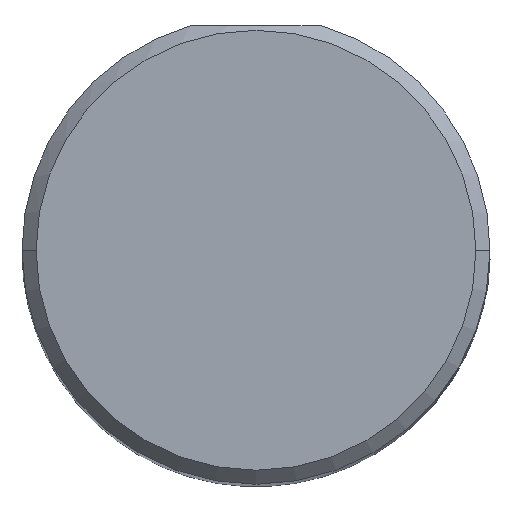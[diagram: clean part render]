
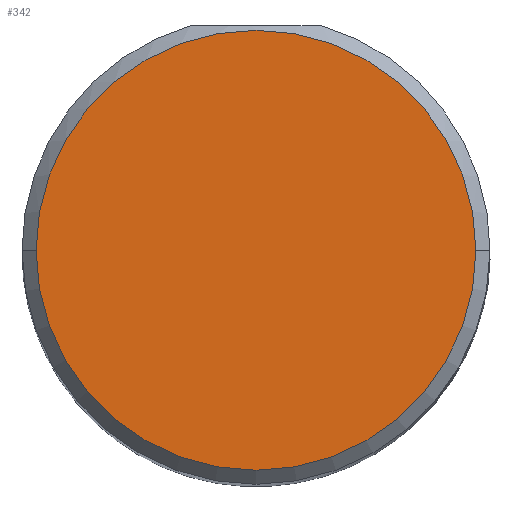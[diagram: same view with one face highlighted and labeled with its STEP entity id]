
A CAD part, top view. The second image highlights one B-rep face of the part: STEP entity #342.
In plain terms, the highlighted planar face has unit normal (0, 0, 1).
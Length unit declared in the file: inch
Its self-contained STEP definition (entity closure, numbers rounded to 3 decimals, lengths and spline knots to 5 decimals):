
#42 = PLANE ( 'NONE',  #410 ) ;
#78 = ORIENTED_EDGE ( 'NONE', *, *, #150, .T. ) ;
#79 = EDGE_CURVE ( 'NONE', #370, #298, #231, .T. ) ;
#85 = DIRECTION ( 'NONE',  ( 0., 0., 1. ) ) ;
#108 = EDGE_LOOP ( 'NONE', ( #78, #458 ) ) ;
#120 = CIRCLE ( 'NONE', #359, 0.235 ) ;
#150 = EDGE_CURVE ( 'NONE', #298, #370, #120, .T. ) ;
#189 = CARTESIAN_POINT ( 'NONE',  ( 0., 0., 6. ) ) ;
#219 = CARTESIAN_POINT ( 'NONE',  ( 0., 0., 6. ) ) ;
#231 = CIRCLE ( 'NONE', #367, 0.235 ) ;
#233 = DIRECTION ( 'NONE',  ( 0., 0., 1. ) ) ;
#252 = DIRECTION ( 'NONE',  ( 0., 0., 1. ) ) ;
#262 = CARTESIAN_POINT ( 'NONE',  ( -0.235, 0., 6. ) ) ;
#298 = VERTEX_POINT ( 'NONE', #262 ) ;
#342 = ADVANCED_FACE ( 'NONE', ( #389 ), #42, .T. ) ;
#359 = AXIS2_PLACEMENT_3D ( 'NONE', #416, #252, #524 ) ;
#367 = AXIS2_PLACEMENT_3D ( 'NONE', #189, #233, #513 ) ;
#370 = VERTEX_POINT ( 'NONE', #504 ) ;
#385 = DIRECTION ( 'NONE',  ( 1., 0., 0. ) ) ;
#389 = FACE_OUTER_BOUND ( 'NONE', #108, .T. ) ;
#410 = AXIS2_PLACEMENT_3D ( 'NONE', #219, #85, #385 ) ;
#416 = CARTESIAN_POINT ( 'NONE',  ( 0., 0., 6. ) ) ;
#458 = ORIENTED_EDGE ( 'NONE', *, *, #79, .T. ) ;
#504 = CARTESIAN_POINT ( 'NONE',  ( 0.235, 0., 6. ) ) ;
#513 = DIRECTION ( 'NONE',  ( 1., 0., 0. ) ) ;
#524 = DIRECTION ( 'NONE',  ( 1., 0., 0. ) ) ;
